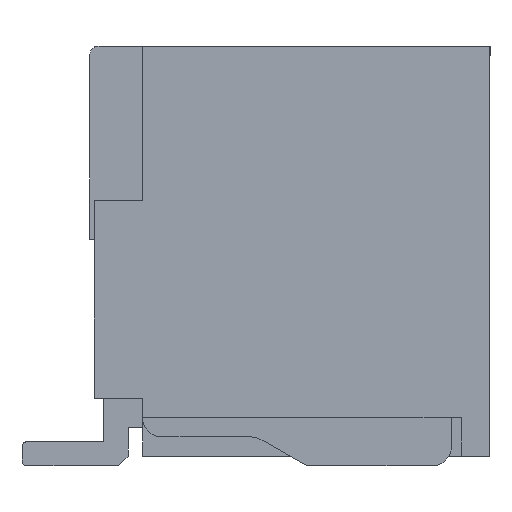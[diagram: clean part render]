
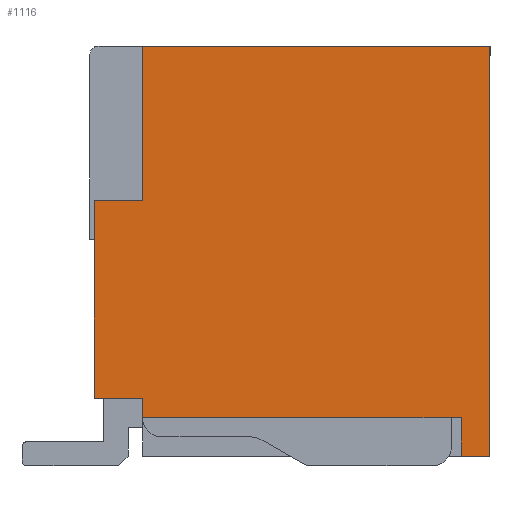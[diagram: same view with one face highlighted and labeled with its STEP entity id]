
A CAD part, left-side view. The second image highlights one B-rep face of the part: STEP entity #1116.
In plain terms, the highlighted planar face has unit normal (-1, 0, 0).
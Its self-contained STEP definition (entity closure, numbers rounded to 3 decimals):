
#115 = VECTOR ( 'NONE', #25162, 1000. ) ;
#268 = CARTESIAN_POINT ( 'NONE',  ( -6., 1.05, -3.175 ) ) ;
#300 = DIRECTION ( 'NONE',  ( 0., 0., 1. ) ) ;
#312 = DIRECTION ( 'NONE',  ( 1., 0., 0. ) ) ;
#398 = VERTEX_POINT ( 'NONE', #18174 ) ;
#536 = VERTEX_POINT ( 'NONE', #7712 ) ;
#777 = DIRECTION ( 'NONE',  ( 0., 1., 0. ) ) ;
#1116 = ADVANCED_FACE ( 'NONE', ( #12564 ), #10470, .F. ) ;
#1203 = CARTESIAN_POINT ( 'NONE',  ( -6., -2.55, 0.475 ) ) ;
#1215 = ORIENTED_EDGE ( 'NONE', *, *, #25889, .F. ) ;
#1285 = ORIENTED_EDGE ( 'NONE', *, *, #13992, .F. ) ;
#1393 = VERTEX_POINT ( 'NONE', #18462 ) ;
#1742 = EDGE_CURVE ( 'NONE', #9525, #536, #6196, .T. ) ;
#1915 = VECTOR ( 'NONE', #28413, 1000. ) ;
#2020 = DIRECTION ( 'NONE',  ( 0., 1., 0. ) ) ;
#2709 = CARTESIAN_POINT ( 'NONE',  ( -6., 1.05, -3.775 ) ) ;
#2864 = VERTEX_POINT ( 'NONE', #15334 ) ;
#3921 = CARTESIAN_POINT ( 'NONE',  ( -6., 1.55, 0.475 ) ) ;
#3956 = LINE ( 'NONE', #18791, #11910 ) ;
#4255 = VECTOR ( 'NONE', #2020, 1000. ) ;
#5469 = VERTEX_POINT ( 'NONE', #10523 ) ;
#6196 = LINE ( 'NONE', #3921, #18632 ) ;
#6914 = ORIENTED_EDGE ( 'NONE', *, *, #31228, .T. ) ;
#7053 = ORIENTED_EDGE ( 'NONE', *, *, #1742, .T. ) ;
#7475 = EDGE_CURVE ( 'NONE', #7741, #536, #30050, .T. ) ;
#7584 = DIRECTION ( 'NONE',  ( 0., 1., 0. ) ) ;
#7712 = CARTESIAN_POINT ( 'NONE',  ( -6., 1.55, -3.175 ) ) ;
#7741 = VERTEX_POINT ( 'NONE', #268 ) ;
#8780 = CARTESIAN_POINT ( 'NONE',  ( -6., 1.05, 0.475 ) ) ;
#8944 = ORIENTED_EDGE ( 'NONE', *, *, #31805, .F. ) ;
#9525 = VERTEX_POINT ( 'NONE', #23319 ) ;
#9946 = CARTESIAN_POINT ( 'NONE',  ( -6., 1.05, -3.375 ) ) ;
#10470 = PLANE ( 'NONE',  #27239 ) ;
#10523 = CARTESIAN_POINT ( 'NONE',  ( -6., -2.55, -3.775 ) ) ;
#11910 = VECTOR ( 'NONE', #18304, 1000. ) ;
#12118 = ORIENTED_EDGE ( 'NONE', *, *, #28875, .F. ) ;
#12564 = FACE_OUTER_BOUND ( 'NONE', #16915, .T. ) ;
#12929 = VECTOR ( 'NONE', #7584, 1000. ) ;
#12998 = EDGE_CURVE ( 'NONE', #1393, #24616, #18839, .T. ) ;
#13124 = DIRECTION ( 'NONE',  ( 0., 0., -1. ) ) ;
#13247 = DIRECTION ( 'NONE',  ( 0., 1., 0. ) ) ;
#13992 = EDGE_CURVE ( 'NONE', #9525, #1393, #15920, .T. ) ;
#14353 = VECTOR ( 'NONE', #21232, 1000. ) ;
#14944 = CARTESIAN_POINT ( 'NONE',  ( -6., 1.55, -3.175 ) ) ;
#15015 = EDGE_CURVE ( 'NONE', #2864, #17213, #17020, .T. ) ;
#15330 = CARTESIAN_POINT ( 'NONE',  ( -6., -2.55, 0.475 ) ) ;
#15334 = CARTESIAN_POINT ( 'NONE',  ( -6., -2.25, -3.375 ) ) ;
#15920 = LINE ( 'NONE', #16559, #23199 ) ;
#16086 = CARTESIAN_POINT ( 'NONE',  ( -6., 1.05, 0.475 ) ) ;
#16559 = CARTESIAN_POINT ( 'NONE',  ( -6., 1.55, -1.125 ) ) ;
#16915 = EDGE_LOOP ( 'NONE', ( #6914, #30651, #1285, #7053, #31591, #8944, #26506, #12118, #1215, #19853 ) ) ;
#17020 = LINE ( 'NONE', #9946, #4255 ) ;
#17213 = VERTEX_POINT ( 'NONE', #27930 ) ;
#18174 = CARTESIAN_POINT ( 'NONE',  ( -6., -2.25, -3.775 ) ) ;
#18304 = DIRECTION ( 'NONE',  ( 0., 1., 0. ) ) ;
#18462 = CARTESIAN_POINT ( 'NONE',  ( -6., 1.05, -1.125 ) ) ;
#18632 = VECTOR ( 'NONE', #13124, 1000. ) ;
#18679 = DIRECTION ( 'NONE',  ( 0., -1., 0. ) ) ;
#18791 = CARTESIAN_POINT ( 'NONE',  ( -6., -2.55, -3.775 ) ) ;
#18839 = LINE ( 'NONE', #16086, #14353 ) ;
#19853 = ORIENTED_EDGE ( 'NONE', *, *, #20774, .F. ) ;
#20180 = LINE ( 'NONE', #15330, #115 ) ;
#20662 = CARTESIAN_POINT ( 'NONE',  ( -6., -2.55, 0.475 ) ) ;
#20774 = EDGE_CURVE ( 'NONE', #25945, #5469, #20180, .T. ) ;
#21232 = DIRECTION ( 'NONE',  ( 0., 0., 1. ) ) ;
#21608 = VECTOR ( 'NONE', #13247, 1000. ) ;
#22866 = CARTESIAN_POINT ( 'NONE',  ( -6., -2.55, 0.475 ) ) ;
#23199 = VECTOR ( 'NONE', #18679, 1000. ) ;
#23319 = CARTESIAN_POINT ( 'NONE',  ( -6., 1.55, -1.125 ) ) ;
#23602 = LINE ( 'NONE', #28572, #1915 ) ;
#24171 = LINE ( 'NONE', #2709, #31397 ) ;
#24616 = VERTEX_POINT ( 'NONE', #8780 ) ;
#25162 = DIRECTION ( 'NONE',  ( 0., 0., -1. ) ) ;
#25889 = EDGE_CURVE ( 'NONE', #5469, #398, #3956, .T. ) ;
#25945 = VERTEX_POINT ( 'NONE', #1203 ) ;
#26506 = ORIENTED_EDGE ( 'NONE', *, *, #15015, .F. ) ;
#27239 = AXIS2_PLACEMENT_3D ( 'NONE', #22866, #312, #777 ) ;
#27930 = CARTESIAN_POINT ( 'NONE',  ( -6., 1.05, -3.375 ) ) ;
#28203 = LINE ( 'NONE', #20662, #21608 ) ;
#28413 = DIRECTION ( 'NONE',  ( 0., 0., 1. ) ) ;
#28572 = CARTESIAN_POINT ( 'NONE',  ( -6., -2.25, -3.775 ) ) ;
#28875 = EDGE_CURVE ( 'NONE', #398, #2864, #23602, .T. ) ;
#30050 = LINE ( 'NONE', #14944, #12929 ) ;
#30651 = ORIENTED_EDGE ( 'NONE', *, *, #12998, .F. ) ;
#31228 = EDGE_CURVE ( 'NONE', #25945, #24616, #28203, .T. ) ;
#31397 = VECTOR ( 'NONE', #300, 1000. ) ;
#31591 = ORIENTED_EDGE ( 'NONE', *, *, #7475, .F. ) ;
#31805 = EDGE_CURVE ( 'NONE', #17213, #7741, #24171, .T. ) ;
